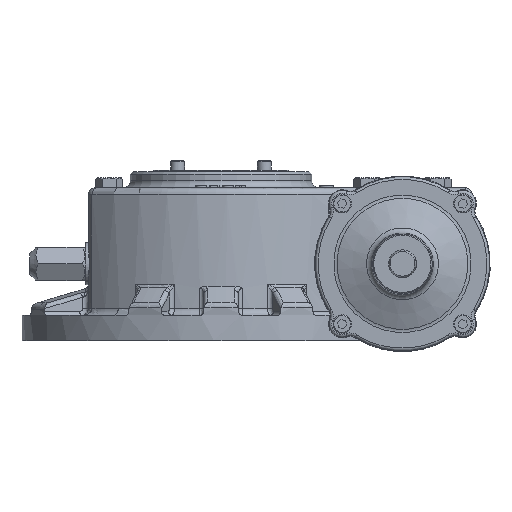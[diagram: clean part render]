
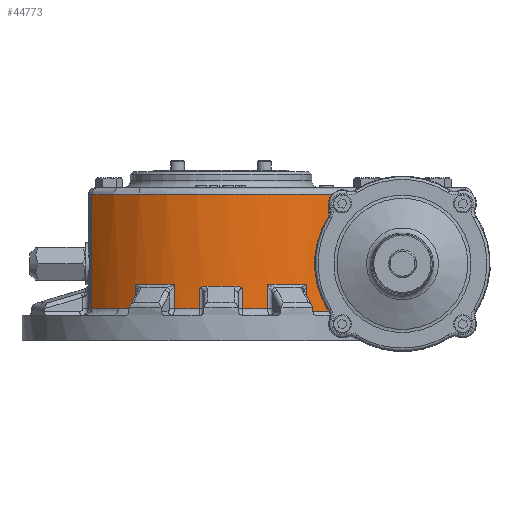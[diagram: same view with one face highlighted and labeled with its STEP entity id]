
A CAD part, left-side view. The second image highlights one B-rep face of the part: STEP entity #44773.
In plain terms, the highlighted cylindrical face has radius 125 mm (diameter 250 mm), a partial arc.
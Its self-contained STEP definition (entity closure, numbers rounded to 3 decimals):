
#382=CYLINDRICAL_SURFACE('',#46647,125.);
#533=CIRCLE('',#46295,125.);
#693=CIRCLE('',#46626,125.);
#694=CIRCLE('',#46629,125.);
#696=CIRCLE('',#46634,125.);
#697=CIRCLE('',#46637,125.);
#698=CIRCLE('',#46640,125.);
#699=CIRCLE('',#46643,125.);
#700=CIRCLE('',#46646,125.);
#701=CIRCLE('',#46648,125.);
#3367=LINE('',#72051,#6059);
#3640=LINE('',#77202,#6332);
#3641=LINE('',#77206,#6333);
#3642=LINE('',#77210,#6334);
#3643=LINE('',#77214,#6335);
#3644=LINE('',#77225,#6336);
#3645=LINE('',#77229,#6337);
#3646=LINE('',#77233,#6338);
#3647=LINE('',#77317,#6339);
#6059=VECTOR('',#51590,1000.);
#6332=VECTOR('',#52757,1000.);
#6333=VECTOR('',#52764,1000.);
#6334=VECTOR('',#52771,1000.);
#6335=VECTOR('',#52776,1000.);
#6336=VECTOR('',#52783,1000.);
#6337=VECTOR('',#52790,1000.);
#6338=VECTOR('',#52797,1000.);
#6339=VECTOR('',#52804,1000.);
#14545=ORIENTED_EDGE('',*,*,#19662,.T.);
#14546=ORIENTED_EDGE('',*,*,#19661,.T.);
#14547=ORIENTED_EDGE('',*,*,#19659,.T.);
#14548=ORIENTED_EDGE('',*,*,#19657,.T.);
#14549=ORIENTED_EDGE('',*,*,#19655,.T.);
#14550=ORIENTED_EDGE('',*,*,#19653,.T.);
#14551=ORIENTED_EDGE('',*,*,#19652,.T.);
#14552=ORIENTED_EDGE('',*,*,#19651,.T.);
#14553=ORIENTED_EDGE('',*,*,#19650,.T.);
#14554=ORIENTED_EDGE('',*,*,#19649,.T.);
#14555=ORIENTED_EDGE('',*,*,#19648,.T.);
#14556=ORIENTED_EDGE('',*,*,#19646,.T.);
#14557=ORIENTED_EDGE('',*,*,#19663,.F.);
#14558=ORIENTED_EDGE('',*,*,#18874,.T.);
#14559=ORIENTED_EDGE('',*,*,#19108,.T.);
#14560=ORIENTED_EDGE('',*,*,#19644,.T.);
#14561=ORIENTED_EDGE('',*,*,#19643,.T.);
#14562=ORIENTED_EDGE('',*,*,#19642,.T.);
#14563=ORIENTED_EDGE('',*,*,#19641,.T.);
#14564=ORIENTED_EDGE('',*,*,#19640,.T.);
#18874=EDGE_CURVE('',#22350,#22351,#3367,.F.);
#19108=EDGE_CURVE('',#22351,#22466,#533,.T.);
#19640=EDGE_CURVE('',#22739,#22764,#3640,.T.);
#19641=EDGE_CURVE('',#22743,#22739,#693,.F.);
#19642=EDGE_CURVE('',#22744,#22743,#3641,.F.);
#19643=EDGE_CURVE('',#22799,#22744,#694,.T.);
#19644=EDGE_CURVE('',#22466,#22799,#3642,.T.);
#19646=EDGE_CURVE('',#22826,#22825,#3643,.F.);
#19648=EDGE_CURVE('',#22746,#22826,#696,.T.);
#19649=EDGE_CURVE('',#22749,#22746,#3644,.T.);
#19650=EDGE_CURVE('',#22753,#22749,#697,.F.);
#19651=EDGE_CURVE('',#22754,#22753,#3645,.F.);
#19652=EDGE_CURVE('',#22755,#22754,#698,.T.);
#19653=EDGE_CURVE('',#22827,#22755,#3646,.T.);
#19655=EDGE_CURVE('',#22828,#22827,#24370,.T.);
#19657=EDGE_CURVE('',#22829,#22828,#699,.T.);
#19659=EDGE_CURVE('',#22830,#22829,#24373,.F.);
#19661=EDGE_CURVE('',#22765,#22830,#3647,.F.);
#19662=EDGE_CURVE('',#22764,#22765,#700,.T.);
#19663=EDGE_CURVE('',#22350,#22825,#701,.F.);
#22350=VERTEX_POINT('',#72052);
#22351=VERTEX_POINT('',#72053);
#22466=VERTEX_POINT('',#74041);
#22739=VERTEX_POINT('',#76324);
#22743=VERTEX_POINT('',#76367);
#22744=VERTEX_POINT('',#76408);
#22746=VERTEX_POINT('',#76420);
#22749=VERTEX_POINT('',#76470);
#22753=VERTEX_POINT('',#76513);
#22754=VERTEX_POINT('',#76554);
#22755=VERTEX_POINT('',#76582);
#22764=VERTEX_POINT('',#76680);
#22765=VERTEX_POINT('',#76698);
#22799=VERTEX_POINT('',#77058);
#22825=VERTEX_POINT('',#77213);
#22826=VERTEX_POINT('',#77215);
#22827=VERTEX_POINT('',#77234);
#22828=VERTEX_POINT('',#77268);
#22829=VERTEX_POINT('',#77276);
#22830=VERTEX_POINT('',#77308);
#24370=B_SPLINE_CURVE_WITH_KNOTS('',3,(#77263,#77264,#77265,#77266,#77267),
 .UNSPECIFIED.,.F.,.F.,(4,1,4),(0.,0.002,
0.004),.UNSPECIFIED.);
#24373=B_SPLINE_CURVE_WITH_KNOTS('',3,(#77303,#77304,#77305,#77306,#77307),
 .UNSPECIFIED.,.F.,.F.,(4,1,4),(0.,0.002,
0.004),.UNSPECIFIED.);
#26362=EDGE_LOOP('',(#14545,#14546,#14547,#14548,#14549,#14550,#14551,#14552,
#14553,#14554,#14555,#14556,#14557,#14558,#14559,#14560,#14561,#14562,#14563,
#14564));
#28547=FACE_BOUND('',#26362,.T.);
#44773=ADVANCED_FACE('',(#28547),#382,.T.);
#46295=AXIS2_PLACEMENT_3D('',#74044,#51935,#51936);
#46626=AXIS2_PLACEMENT_3D('',#77204,#52760,#52761);
#46629=AXIS2_PLACEMENT_3D('',#77208,#52767,#52768);
#46634=AXIS2_PLACEMENT_3D('',#77223,#52779,#52780);
#46637=AXIS2_PLACEMENT_3D('',#77227,#52786,#52787);
#46640=AXIS2_PLACEMENT_3D('',#77231,#52793,#52794);
#46643=AXIS2_PLACEMENT_3D('',#77275,#52800,#52801);
#46646=AXIS2_PLACEMENT_3D('',#77319,#52807,#52808);
#46647=AXIS2_PLACEMENT_3D('',#77320,#52809,#52810);
#46648=AXIS2_PLACEMENT_3D('',#77321,#52811,#52812);
#51590=DIRECTION('',(0.,0.,-1.));
#51935=DIRECTION('',(0.,0.,-1.));
#51936=DIRECTION('',(-1.,0.,0.));
#52757=DIRECTION('',(0.,0.,-1.));
#52760=DIRECTION('',(0.,0.,-1.));
#52761=DIRECTION('',(-1.,0.,0.));
#52764=DIRECTION('',(0.,0.,-1.));
#52767=DIRECTION('',(0.,0.,1.));
#52768=DIRECTION('',(1.,0.,0.));
#52771=DIRECTION('',(0.,0.,-1.));
#52776=DIRECTION('',(0.,0.,-1.));
#52779=DIRECTION('',(0.,0.,1.));
#52780=DIRECTION('',(1.,0.,0.));
#52783=DIRECTION('',(0.,0.,-1.));
#52786=DIRECTION('',(0.,0.,-1.));
#52787=DIRECTION('',(-1.,0.,0.));
#52790=DIRECTION('',(0.,0.,-1.));
#52793=DIRECTION('',(0.,0.,1.));
#52794=DIRECTION('',(1.,0.,0.));
#52797=DIRECTION('',(0.,0.,-1.));
#52800=DIRECTION('',(0.,0.,1.));
#52801=DIRECTION('',(1.,0.,0.));
#52804=DIRECTION('',(0.,0.,-1.));
#52807=DIRECTION('',(0.,0.,1.));
#52808=DIRECTION('',(1.,0.,0.));
#52809=DIRECTION('',(0.,0.,-1.));
#52810=DIRECTION('',(-1.,0.,0.));
#52811=DIRECTION('',(0.,0.,1.));
#52812=DIRECTION('',(1.,0.,0.));
#72051=CARTESIAN_POINT('',(-77.885,-97.77,109.5));
#72052=CARTESIAN_POINT('',(-77.885,-97.77,95.));
#72053=CARTESIAN_POINT('',(-77.885,-97.77,104.5));
#74041=CARTESIAN_POINT('',(-84.195,92.391,104.5));
#74044=CARTESIAN_POINT('',(0.,0.,104.5));
#76324=CARTESIAN_POINT('',(-120.428,33.499,40.509));
#76367=CARTESIAN_POINT('',(-108.843,61.468,40.509));
#76408=CARTESIAN_POINT('',(-108.843,61.468,23.));
#76420=CARTESIAN_POINT('',(-108.843,-61.468,21.));
#76470=CARTESIAN_POINT('',(-108.843,-61.468,40.509));
#76513=CARTESIAN_POINT('',(-120.428,-33.499,40.509));
#76554=CARTESIAN_POINT('',(-120.428,-33.499,23.));
#76582=CARTESIAN_POINT('',(-124.08,-15.137,23.));
#76680=CARTESIAN_POINT('',(-120.428,33.499,23.));
#76698=CARTESIAN_POINT('',(-124.08,15.137,23.));
#77058=CARTESIAN_POINT('',(-84.195,92.391,23.));
#77202=CARTESIAN_POINT('',(-120.428,33.499,98.));
#77204=CARTESIAN_POINT('',(0.,0.,40.509));
#77206=CARTESIAN_POINT('',(-108.843,61.468,98.));
#77208=CARTESIAN_POINT('',(0.,0.,23.));
#77210=CARTESIAN_POINT('',(-84.195,92.391,98.));
#77213=CARTESIAN_POINT('',(-98.178,-77.37,95.));
#77214=CARTESIAN_POINT('',(-98.178,-77.37,98.));
#77215=CARTESIAN_POINT('',(-98.178,-77.37,21.));
#77223=CARTESIAN_POINT('',(0.,0.,21.));
#77225=CARTESIAN_POINT('',(-108.843,-61.468,98.));
#77227=CARTESIAN_POINT('',(0.,0.,40.509));
#77229=CARTESIAN_POINT('',(-120.428,-33.499,98.));
#77231=CARTESIAN_POINT('',(0.,0.,23.));
#77233=CARTESIAN_POINT('',(-124.08,-15.137,98.));
#77234=CARTESIAN_POINT('',(-124.08,-15.137,37.491));
#77263=CARTESIAN_POINT('',(-124.464,-11.559,39.));
#77264=CARTESIAN_POINT('',(-124.402,-12.229,39.));
#77265=CARTESIAN_POINT('',(-124.268,-13.552,38.737));
#77266=CARTESIAN_POINT('',(-124.137,-14.672,37.964));
#77267=CARTESIAN_POINT('',(-124.08,-15.137,37.491));
#77268=CARTESIAN_POINT('',(-124.464,-11.559,39.));
#77275=CARTESIAN_POINT('',(0.,0.,39.));
#77276=CARTESIAN_POINT('',(-124.464,11.559,39.));
#77303=CARTESIAN_POINT('',(-124.464,11.559,39.));
#77304=CARTESIAN_POINT('',(-124.402,12.229,39.));
#77305=CARTESIAN_POINT('',(-124.268,13.552,38.737));
#77306=CARTESIAN_POINT('',(-124.137,14.672,37.964));
#77307=CARTESIAN_POINT('',(-124.08,15.137,37.491));
#77308=CARTESIAN_POINT('',(-124.08,15.137,37.491));
#77317=CARTESIAN_POINT('',(-124.08,15.137,98.));
#77319=CARTESIAN_POINT('',(0.,0.,23.));
#77320=CARTESIAN_POINT('',(0.,0.,98.));
#77321=CARTESIAN_POINT('',(0.,0.,95.));
